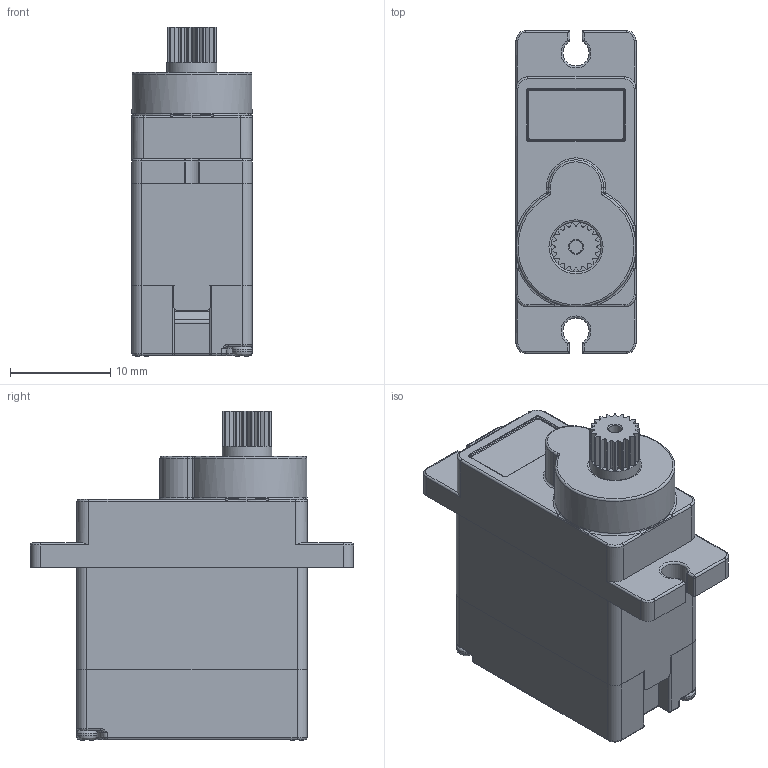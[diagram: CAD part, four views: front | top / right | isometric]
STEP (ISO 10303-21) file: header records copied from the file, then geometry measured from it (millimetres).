
FILE_DESCRIPTION(/* description */ (''),/* implementation_level */ '2;1');
FILE_NAME(/* name */ 'SG90_Servo_Motor.stp',/* time_stamp */ '2025-10-13T19:28:35+09:00',/* author */ (''),/* organization */ (''),/* preprocessor_version */ 'ST-DEVELOPER v16',/* originating_system */ 'SIEMENS PLM Software NX 10.0',/* authorisation */ '');
FILE_SCHEMA (('AP203_CONFIGURATION_CONTROLLED_3D_DESIGN_OF_MECHANICAL_PARTS_AND_ASSEMBLIES_MIM_LF { 1 0 10303 403 2 1 2}'));
Products named in the file (1): won969F49B7B2447
Bounding box: 12 x 32.3 x 32.9 mm (x, y, z)
Volume: 3928.6 mm3; surface area: 9140.4 mm2
Topology: 9 solids, 11 shells, 2074 faces, 5521 edges, 3396 vertices
Faces by surface type: cylinder 912, plane 750, torus 169, sphere 116, bspline 108, cone 19
Full cylindrical faces by diameter (mm): 0.85 x2, 0.9 x4, 1 x7, 1.2 x9, 1.3 x1, 1.6 x2, 1.7 x1, 2 x2, 3.1 x1, 3.3 x1, 3.6 x1, 4 x1, 4.2 x1, 5 x2, 5.2 x1, 6.2 x1, 6.8 x2, 8 x1, 9.6 x2, 9.7 x1, 9.75 x1
Entity records: 81034 total; most frequent: CARTESIAN_POINT 20973, DIRECTION 11306, ORIENTED_EDGE 10568, EDGE_CURVE 5284, AXIS2_PLACEMENT_3D 4237, VERTEX_POINT 3324, LINE 2832, VECTOR 2832
